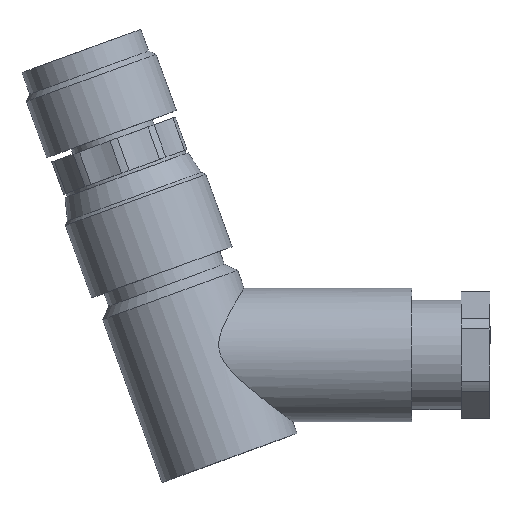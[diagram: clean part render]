
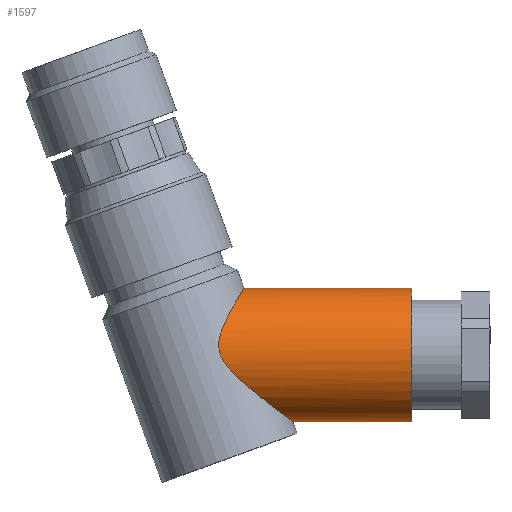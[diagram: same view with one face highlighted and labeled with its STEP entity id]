
A CAD part, top view. The second image highlights one B-rep face of the part: STEP entity #1597.
In plain terms, the highlighted cylindrical face has radius 5.8 mm (diameter 11.6 mm), a partial arc.
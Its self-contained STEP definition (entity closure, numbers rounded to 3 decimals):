
#84=B_SPLINE_CURVE_WITH_KNOTS('',3,(#2770,#2771,#2772,#2773,#2774,#2775,
#2776,#2777,#2778,#2779,#2780,#2781,#2782,#2783,#2784,#2785,#2786,#2787,
#2788,#2789,#2790,#2791,#2792,#2793,#2794,#2795,#2796,#2797,#2798,#2799,
#2800,#2801,#2802,#2803,#2804,#2805,#2806,#2807,#2808,#2809,#2810,#2811,
#2812,#2813),.UNSPECIFIED.,.F.,.U.,(4,2,2,2,2,2,2,2,2,2,2,2,2,2,2,2,2,2,
2,2,2,4),(7.936,9.067,10.253,11.438,
12.624,13.81,14.959,16.108,17.257,
17.831,18.406,19.207,20.008,20.81,
21.611,23.214,24.816,25.993,27.171,
28.348,29.525,30.703),.UNSPECIFIED.);
#85=B_SPLINE_CURVE_WITH_KNOTS('',3,(#2815,#2816,#2817,#2818,#2819,#2820,
#2821,#2822,#2823,#2824,#2825,#2826,#2827,#2828,#2829,#2830,#2831,#2832,
#2833,#2834,#2835,#2836,#2837,#2838,#2839,#2840,#2841,#2842,#2843,#2844,
#2845,#2846,#2847,#2848,#2849,#2850,#2851,#2852,#2853,#2854,#2855,#2856,
#2857,#2858),.UNSPECIFIED.,.F.,.U.,(4,2,2,2,2,2,2,2,2,2,2,2,2,2,2,2,2,2,
2,2,2,4),(7.936,9.067,10.253,11.438,
12.624,13.81,14.959,16.108,17.257,
17.831,18.406,19.207,20.008,20.81,
21.611,23.214,24.816,25.993,27.171,
28.348,29.525,30.703),.UNSPECIFIED.);
#224=VECTOR('',#2298,1.);
#225=VECTOR('',#2299,1.);
#326=LINE('',#2909,#224);
#327=LINE('',#2910,#225);
#465=VERTEX_POINT('',#2769);
#466=VERTEX_POINT('',#2814);
#467=VERTEX_POINT('',#2859);
#477=VERTEX_POINT('',#2903);
#478=VERTEX_POINT('',#2904);
#479=VERTEX_POINT('',#2906);
#590=CIRCLE('',#1806,5.8);
#591=CIRCLE('',#1807,5.8);
#792=EDGE_CURVE('',#465,#466,#84,.F.);
#793=EDGE_CURVE('',#466,#467,#85,.F.);
#817=EDGE_CURVE('',#477,#478,#590,.T.);
#818=EDGE_CURVE('',#478,#479,#591,.T.);
#820=EDGE_CURVE('',#465,#479,#326,.T.);
#821=EDGE_CURVE('',#467,#477,#327,.T.);
#1167=ORIENTED_EDGE('',*,*,#792,.F.);
#1168=ORIENTED_EDGE('',*,*,#820,.T.);
#1169=ORIENTED_EDGE('',*,*,#818,.F.);
#1170=ORIENTED_EDGE('',*,*,#817,.F.);
#1171=ORIENTED_EDGE('',*,*,#821,.F.);
#1172=ORIENTED_EDGE('',*,*,#793,.F.);
#1385=EDGE_LOOP('',(#1167,#1168,#1169,#1170,#1171,#1172));
#1495=FACE_BOUND('',#1385,.T.);
#1597=ADVANCED_FACE('',(#1495),#3054,.T.);
#1806=AXIS2_PLACEMENT_3D('',#2902,#2290,#2291);
#1807=AXIS2_PLACEMENT_3D('',#2905,#2292,#2293);
#1809=AXIS2_PLACEMENT_3D('',#2908,#2296,#2297);
#2290=DIRECTION('',(-0.342,0.,-0.94));
#2291=DIRECTION('',(-5.45,0.,1.984));
#2292=DIRECTION('',(-0.342,0.,-0.94));
#2293=DIRECTION('',(-5.45,0.,1.984));
#2296=DIRECTION('',(-0.342,0.,-0.94));
#2297=DIRECTION('',(-5.45,0.,1.984));
#2298=DIRECTION('',(-0.342,0.,-0.94));
#2299=DIRECTION('',(-0.342,0.,-0.94));
#2769=CARTESIAN_POINT('',(-36.602,0.,-6.25));
#2770=CARTESIAN_POINT('',(-24.34,1.145,-6.144));
#2771=CARTESIAN_POINT('',(-24.284,0.764,-6.215));
#2772=CARTESIAN_POINT('',(-24.257,0.377,-6.25));
#2773=CARTESIAN_POINT('',(-24.257,-0.395,-6.25));
#2774=CARTESIAN_POINT('',(-24.287,-0.799,-6.212));
#2775=CARTESIAN_POINT('',(-24.409,-1.594,-6.057));
#2776=CARTESIAN_POINT('',(-24.501,-1.983,-5.94));
#2777=CARTESIAN_POINT('',(-24.74,-2.721,-5.641));
#2778=CARTESIAN_POINT('',(-24.887,-3.069,-5.458));
#2779=CARTESIAN_POINT('',(-25.224,-3.704,-5.049));
#2780=CARTESIAN_POINT('',(-25.413,-3.99,-4.823));
#2781=CARTESIAN_POINT('',(-25.809,-4.482,-4.368));
#2782=CARTESIAN_POINT('',(-26.028,-4.707,-4.124));
#2783=CARTESIAN_POINT('',(-26.505,-5.097,-3.631));
#2784=CARTESIAN_POINT('',(-26.764,-5.264,-3.38));
#2785=CARTESIAN_POINT('',(-27.32,-5.531,-2.923));
#2786=CARTESIAN_POINT('',(-27.617,-5.632,-2.715));
#2787=CARTESIAN_POINT('',(-28.104,-5.733,-2.491));
#2788=CARTESIAN_POINT('',(-28.273,-5.758,-2.431));
#2789=CARTESIAN_POINT('',(-28.626,-5.792,-2.35));
#2790=CARTESIAN_POINT('',(-28.811,-5.8,-2.329));
#2791=CARTESIAN_POINT('',(-29.269,-5.8,-2.329));
#2792=CARTESIAN_POINT('',(-29.524,-5.784,-2.368));
#2793=CARTESIAN_POINT('',(-30.024,-5.733,-2.49));
#2794=CARTESIAN_POINT('',(-30.268,-5.697,-2.572));
#2795=CARTESIAN_POINT('',(-30.751,-5.608,-2.762));
#2796=CARTESIAN_POINT('',(-30.99,-5.554,-2.869));
#2797=CARTESIAN_POINT('',(-31.463,-5.429,-3.099));
#2798=CARTESIAN_POINT('',(-31.698,-5.358,-3.221));
#2799=CARTESIAN_POINT('',(-32.397,-5.118,-3.6));
#2800=CARTESIAN_POINT('',(-32.853,-4.922,-3.867));
#2801=CARTESIAN_POINT('',(-33.719,-4.461,-4.391));
#2802=CARTESIAN_POINT('',(-34.129,-4.195,-4.648));
#2803=CARTESIAN_POINT('',(-34.779,-3.679,-5.061));
#2804=CARTESIAN_POINT('',(-35.052,-3.428,-5.236));
#2805=CARTESIAN_POINT('',(-35.556,-2.867,-5.563));
#2806=CARTESIAN_POINT('',(-35.788,-2.557,-5.714));
#2807=CARTESIAN_POINT('',(-36.175,-1.889,-5.968));
#2808=CARTESIAN_POINT('',(-36.332,-1.53,-6.072));
#2809=CARTESIAN_POINT('',(-36.545,-0.782,-6.213));
#2810=CARTESIAN_POINT('',(-36.602,-0.392,-6.25));
#2811=CARTESIAN_POINT('',(-36.602,0.392,-6.25));
#2812=CARTESIAN_POINT('',(-36.545,0.782,-6.213));
#2813=CARTESIAN_POINT('',(-36.438,1.156,-6.142));
#2814=CARTESIAN_POINT('',(-29.002,-5.8,-2.329));
#2815=CARTESIAN_POINT('',(-24.34,1.145,-6.144));
#2816=CARTESIAN_POINT('',(-24.284,0.764,-6.215));
#2817=CARTESIAN_POINT('',(-24.257,0.377,-6.25));
#2818=CARTESIAN_POINT('',(-24.257,-0.395,-6.25));
#2819=CARTESIAN_POINT('',(-24.287,-0.799,-6.212));
#2820=CARTESIAN_POINT('',(-24.409,-1.594,-6.057));
#2821=CARTESIAN_POINT('',(-24.501,-1.983,-5.94));
#2822=CARTESIAN_POINT('',(-24.74,-2.721,-5.641));
#2823=CARTESIAN_POINT('',(-24.887,-3.069,-5.458));
#2824=CARTESIAN_POINT('',(-25.224,-3.704,-5.049));
#2825=CARTESIAN_POINT('',(-25.413,-3.99,-4.823));
#2826=CARTESIAN_POINT('',(-25.809,-4.482,-4.368));
#2827=CARTESIAN_POINT('',(-26.028,-4.707,-4.124));
#2828=CARTESIAN_POINT('',(-26.505,-5.097,-3.631));
#2829=CARTESIAN_POINT('',(-26.764,-5.264,-3.38));
#2830=CARTESIAN_POINT('',(-27.32,-5.531,-2.923));
#2831=CARTESIAN_POINT('',(-27.617,-5.632,-2.715));
#2832=CARTESIAN_POINT('',(-28.104,-5.733,-2.491));
#2833=CARTESIAN_POINT('',(-28.273,-5.758,-2.431));
#2834=CARTESIAN_POINT('',(-28.626,-5.792,-2.35));
#2835=CARTESIAN_POINT('',(-28.811,-5.8,-2.329));
#2836=CARTESIAN_POINT('',(-29.269,-5.8,-2.329));
#2837=CARTESIAN_POINT('',(-29.524,-5.784,-2.368));
#2838=CARTESIAN_POINT('',(-30.024,-5.733,-2.49));
#2839=CARTESIAN_POINT('',(-30.268,-5.697,-2.572));
#2840=CARTESIAN_POINT('',(-30.751,-5.608,-2.762));
#2841=CARTESIAN_POINT('',(-30.99,-5.554,-2.869));
#2842=CARTESIAN_POINT('',(-31.463,-5.429,-3.099));
#2843=CARTESIAN_POINT('',(-31.698,-5.358,-3.221));
#2844=CARTESIAN_POINT('',(-32.397,-5.118,-3.6));
#2845=CARTESIAN_POINT('',(-32.853,-4.922,-3.867));
#2846=CARTESIAN_POINT('',(-33.719,-4.461,-4.391));
#2847=CARTESIAN_POINT('',(-34.129,-4.195,-4.648));
#2848=CARTESIAN_POINT('',(-34.779,-3.679,-5.061));
#2849=CARTESIAN_POINT('',(-35.052,-3.428,-5.236));
#2850=CARTESIAN_POINT('',(-35.556,-2.867,-5.563));
#2851=CARTESIAN_POINT('',(-35.788,-2.557,-5.714));
#2852=CARTESIAN_POINT('',(-36.175,-1.889,-5.968));
#2853=CARTESIAN_POINT('',(-36.332,-1.53,-6.072));
#2854=CARTESIAN_POINT('',(-36.545,-0.782,-6.213));
#2855=CARTESIAN_POINT('',(-36.602,-0.392,-6.25));
#2856=CARTESIAN_POINT('',(-36.602,0.392,-6.25));
#2857=CARTESIAN_POINT('',(-36.545,0.782,-6.213));
#2858=CARTESIAN_POINT('',(-36.438,1.156,-6.142));
#2859=CARTESIAN_POINT('',(-24.257,0.,-6.25));
#2902=CARTESIAN_POINT('',(-34.7,0.,-17.984));
#2903=CARTESIAN_POINT('',(-29.25,0.,-19.967));
#2904=CARTESIAN_POINT('',(-39.492,-2.763,-16.24));
#2905=CARTESIAN_POINT('',(-34.7,0.,-17.984));
#2906=CARTESIAN_POINT('',(-40.15,0.,-16.));
#2908=CARTESIAN_POINT('',(-34.7,0.,-17.984));
#2909=CARTESIAN_POINT('',(-36.602,0.,-6.25));
#2910=CARTESIAN_POINT('',(-24.257,0.,-6.25));
#3054=CYLINDRICAL_SURFACE('',#1809,5.8);
